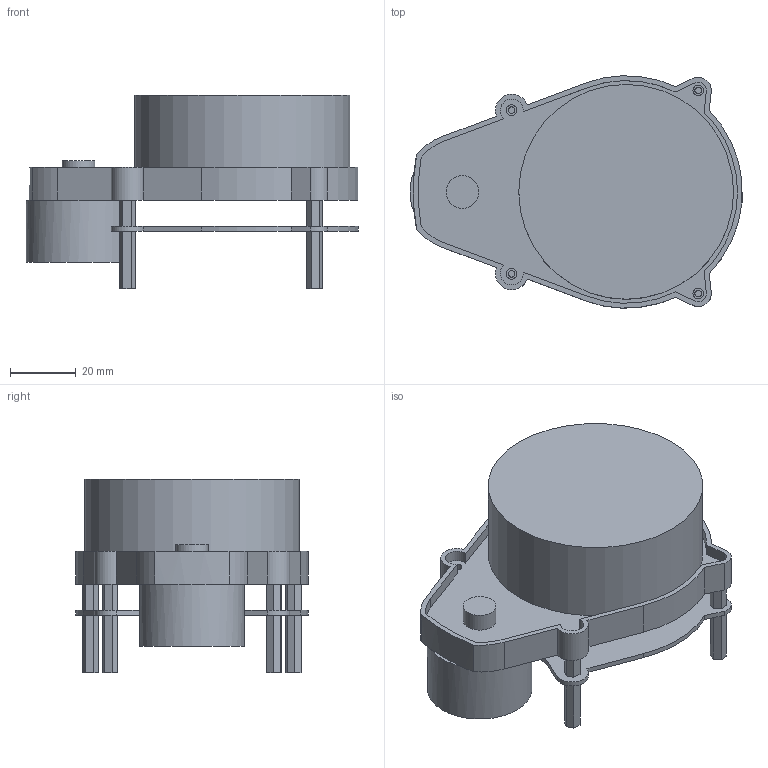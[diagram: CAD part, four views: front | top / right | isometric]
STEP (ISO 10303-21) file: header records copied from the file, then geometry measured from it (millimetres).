
FILE_DESCRIPTION(/* description */ (''),/* implementation_level */ '2;1');
FILE_NAME(/* name */ 'ydlidar x4.step',/* time_stamp */ '2024-11-14T21:46:33Z',/* author */ (''),/* organization */ (''),/* preprocessor_version */ 'ST-DEVELOPER v20',/* originating_system */ 'Autodesk Translation Framework v13.20.0.188',/* authorisation */ '');
FILE_SCHEMA (('AUTOMOTIVE_DESIGN { 1 0 10303 214 3 1 1 }'));
Length unit declared in the file: millimetre
Products named in the file (1): ydlidar x4.f3d 
Bounding box: 101.37 x 70.94 x 59 mm (x, y, z)
Volume: 146695.8 mm3; surface area: 33760.9 mm2
Topology: 1 solids, 1 shells, 138 faces, 343 edges, 228 vertices
Faces by surface type: plane 95, cylinder 43
Full cylindrical faces by diameter (mm): 2 x8, 3.2 x4, 10 x1, 32 x1, 65.6 x1
Entity records: 4231 total; most frequent: DIRECTION 711, CARTESIAN_POINT 710, ORIENTED_EDGE 686, EDGE_CURVE 343, LINE 253, VECTOR 253, AXIS2_PLACEMENT_3D 229, VERTEX_POINT 228
